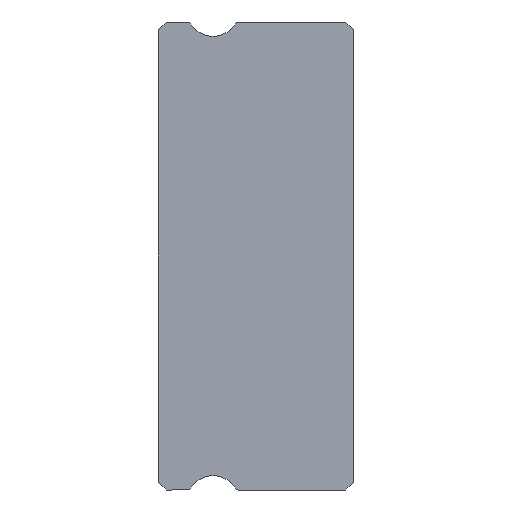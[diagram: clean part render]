
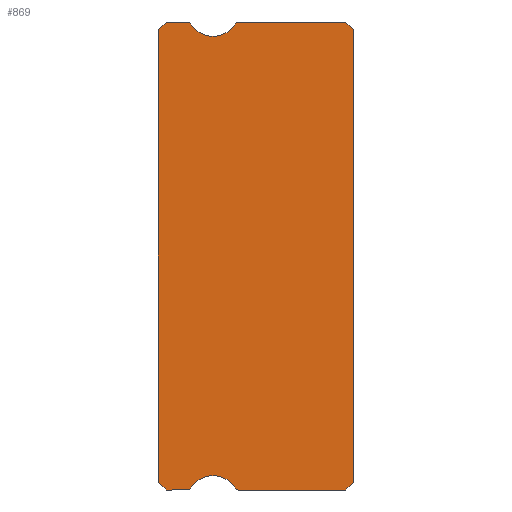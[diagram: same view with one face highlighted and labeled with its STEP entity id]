
A CAD part, left-side view. The second image highlights one B-rep face of the part: STEP entity #869.
In plain terms, the highlighted planar face has unit normal (-1, 0, 0).
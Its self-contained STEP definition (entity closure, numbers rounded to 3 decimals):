
#9 = CARTESIAN_POINT ( 'NONE',  ( -5., 0.3, 9. ) ) ;
#14 = CARTESIAN_POINT ( 'NONE',  ( -5., 0.3, -9. ) ) ;
#21 = DIRECTION ( 'NONE',  ( 1., 0., 0. ) ) ;
#28 = CIRCLE ( 'NONE', #788, 1. ) ;
#32 = EDGE_CURVE ( 'NONE', #1087, #148, #1060, .T. ) ;
#45 = CARTESIAN_POINT ( 'NONE',  ( -5., 5.4, 8.45 ) ) ;
#47 = CARTESIAN_POINT ( 'NONE',  ( -5., 6.381, 9. ) ) ;
#66 = VERTEX_POINT ( 'NONE', #9 ) ;
#67 = CARTESIAN_POINT ( 'NONE',  ( -5., 5.4, 9.45 ) ) ;
#81 = DIRECTION ( 'NONE',  ( 0., -1., 0. ) ) ;
#89 = CARTESIAN_POINT ( 'NONE',  ( -5., 6.381, -9. ) ) ;
#95 = AXIS2_PLACEMENT_3D ( 'NONE', #794, #1189, #1150 ) ;
#110 = CARTESIAN_POINT ( 'NONE',  ( -5., 4.419, 8.85 ) ) ;
#114 = CARTESIAN_POINT ( 'NONE',  ( -5., 7.2, 9. ) ) ;
#124 = LINE ( 'NONE', #517, #508 ) ;
#138 = VECTOR ( 'NONE', #922, 1000. ) ;
#148 = VERTEX_POINT ( 'NONE', #45 ) ;
#151 = DIRECTION ( 'NONE',  ( -1., 0., 0. ) ) ;
#153 = AXIS2_PLACEMENT_3D ( 'NONE', #215, #1274, #599 ) ;
#169 = VERTEX_POINT ( 'NONE', #833 ) ;
#174 = CARTESIAN_POINT ( 'NONE',  ( -5., 6.381, 8.85 ) ) ;
#176 = DIRECTION ( 'NONE',  ( 0., 1., 0. ) ) ;
#184 = CARTESIAN_POINT ( 'NONE',  ( -5., 5.4, -9.45 ) ) ;
#193 = VERTEX_POINT ( 'NONE', #114 ) ;
#196 = VERTEX_POINT ( 'NONE', #1219 ) ;
#207 = CARTESIAN_POINT ( 'NONE',  ( -5., 0., -8.7 ) ) ;
#215 = CARTESIAN_POINT ( 'NONE',  ( -5., 6.381, 8.85 ) ) ;
#244 = CARTESIAN_POINT ( 'NONE',  ( -5., 6.381, 9. ) ) ;
#256 = ORIENTED_EDGE ( 'NONE', *, *, #672, .F. ) ;
#265 = VERTEX_POINT ( 'NONE', #14 ) ;
#269 = EDGE_CURVE ( 'NONE', #1175, #870, #717, .T. ) ;
#280 = EDGE_CURVE ( 'NONE', #1064, #193, #644, .T. ) ;
#288 = PLANE ( 'NONE',  #848 ) ;
#307 = DIRECTION ( 'NONE',  ( 0., 0.707, -0.707 ) ) ;
#314 = VECTOR ( 'NONE', #791, 1000. ) ;
#337 = VECTOR ( 'NONE', #657, 1000. ) ;
#338 = LINE ( 'NONE', #1047, #1160 ) ;
#345 = DIRECTION ( 'NONE',  ( 0., -0.707, -0.707 ) ) ;
#354 = EDGE_CURVE ( 'NONE', #169, #1096, #552, .T. ) ;
#357 = LINE ( 'NONE', #89, #314 ) ;
#372 = EDGE_CURVE ( 'NONE', #148, #816, #28, .T. ) ;
#391 = CARTESIAN_POINT ( 'NONE',  ( -5., 4.547, 8.928 ) ) ;
#412 = LINE ( 'NONE', #744, #337 ) ;
#421 = LINE ( 'NONE', #1208, #138 ) ;
#444 = EDGE_CURVE ( 'NONE', #1048, #265, #898, .T. ) ;
#445 = VECTOR ( 'NONE', #176, 1000. ) ;
#459 = VERTEX_POINT ( 'NONE', #694 ) ;
#463 = VERTEX_POINT ( 'NONE', #493 ) ;
#493 = CARTESIAN_POINT ( 'NONE',  ( -5., 7.2, -9. ) ) ;
#495 = EDGE_CURVE ( 'NONE', #1048, #557, #671, .T. ) ;
#505 = DIRECTION ( 'NONE',  ( 0., 0., -1. ) ) ;
#508 = VECTOR ( 'NONE', #307, 1000. ) ;
#517 = CARTESIAN_POINT ( 'NONE',  ( -5., 7.5, 8.7 ) ) ;
#518 = ORIENTED_EDGE ( 'NONE', *, *, #1068, .F. ) ;
#528 = EDGE_LOOP ( 'NONE', ( #801, #568, #1107, #720, #518, #831, #256, #547, #884, #1173, #956, #954, #600, #662, #782, #1022, #693 ) ) ;
#547 = ORIENTED_EDGE ( 'NONE', *, *, #444, .F. ) ;
#552 = CIRCLE ( 'NONE', #852, 0.15 ) ;
#557 = VERTEX_POINT ( 'NONE', #1225 ) ;
#568 = ORIENTED_EDGE ( 'NONE', *, *, #718, .T. ) ;
#599 = DIRECTION ( 'NONE',  ( 0., 0., -1. ) ) ;
#600 = ORIENTED_EDGE ( 'NONE', *, *, #372, .F. ) ;
#637 = DIRECTION ( 'NONE',  ( 0., 0., -1. ) ) ;
#644 = LINE ( 'NONE', #1066, #445 ) ;
#654 = CIRCLE ( 'NONE', #932, 0.15 ) ;
#657 = DIRECTION ( 'NONE',  ( 0., 1., 0. ) ) ;
#662 = ORIENTED_EDGE ( 'NONE', *, *, #32, .F. ) ;
#665 = CARTESIAN_POINT ( 'NONE',  ( -5., 4.419, -8.85 ) ) ;
#668 = DIRECTION ( 'NONE',  ( 0., 0., -1. ) ) ;
#671 = LINE ( 'NONE', #995, #996 ) ;
#672 = EDGE_CURVE ( 'NONE', #265, #1175, #412, .T. ) ;
#678 = AXIS2_PLACEMENT_3D ( 'NONE', #665, #752, #637 ) ;
#685 = DIRECTION ( 'NONE',  ( 0., -0.707, -0.707 ) ) ;
#687 = CIRCLE ( 'NONE', #1091, 1. ) ;
#693 = ORIENTED_EDGE ( 'NONE', *, *, #1004, .T. ) ;
#694 = CARTESIAN_POINT ( 'NONE',  ( -5., 7.5, -8.7 ) ) ;
#717 = CIRCLE ( 'NONE', #678, 0.15 ) ;
#718 = EDGE_CURVE ( 'NONE', #459, #463, #338, .T. ) ;
#720 = ORIENTED_EDGE ( 'NONE', *, *, #354, .F. ) ;
#744 = CARTESIAN_POINT ( 'NONE',  ( -5., 6.381, -9. ) ) ;
#752 = DIRECTION ( 'NONE',  ( 1., 0., 0. ) ) ;
#754 = LINE ( 'NONE', #47, #945 ) ;
#776 = CIRCLE ( 'NONE', #153, 0.15 ) ;
#782 = ORIENTED_EDGE ( 'NONE', *, *, #1232, .F. ) ;
#786 = EDGE_CURVE ( 'NONE', #463, #1096, #357, .T. ) ;
#788 = AXIS2_PLACEMENT_3D ( 'NONE', #67, #867, #1234 ) ;
#791 = DIRECTION ( 'NONE',  ( 0., -1., 0. ) ) ;
#793 = DIRECTION ( 'NONE',  ( 0., 0.707, -0.707 ) ) ;
#794 = CARTESIAN_POINT ( 'NONE',  ( -5., 5.4, 9.45 ) ) ;
#795 = FACE_OUTER_BOUND ( 'NONE', #528, .T. ) ;
#796 = VERTEX_POINT ( 'NONE', #986 ) ;
#801 = ORIENTED_EDGE ( 'NONE', *, *, #965, .F. ) ;
#802 = EDGE_CURVE ( 'NONE', #66, #557, #1086, .T. ) ;
#805 = VECTOR ( 'NONE', #685, 1000. ) ;
#816 = VERTEX_POINT ( 'NONE', #391 ) ;
#831 = ORIENTED_EDGE ( 'NONE', *, *, #269, .F. ) ;
#833 = CARTESIAN_POINT ( 'NONE',  ( -5., 6.253, -8.928 ) ) ;
#840 = CARTESIAN_POINT ( 'NONE',  ( -5., 4.419, -9. ) ) ;
#848 = AXIS2_PLACEMENT_3D ( 'NONE', #174, #876, #668 ) ;
#852 = AXIS2_PLACEMENT_3D ( 'NONE', #950, #861, #1055 ) ;
#861 = DIRECTION ( 'NONE',  ( 1., 0., 0. ) ) ;
#867 = DIRECTION ( 'NONE',  ( -1., 0., 0. ) ) ;
#869 = ADVANCED_FACE ( 'NONE', ( #795 ), #288, .F. ) ;
#870 = VERTEX_POINT ( 'NONE', #1270 ) ;
#876 = DIRECTION ( 'NONE',  ( 1., 0., 0. ) ) ;
#884 = ORIENTED_EDGE ( 'NONE', *, *, #495, .T. ) ;
#898 = LINE ( 'NONE', #207, #1084 ) ;
#922 = DIRECTION ( 'NONE',  ( 0., 0., 1. ) ) ;
#926 = EDGE_CURVE ( 'NONE', #816, #196, #654, .T. ) ;
#932 = AXIS2_PLACEMENT_3D ( 'NONE', #110, #21, #505 ) ;
#941 = CARTESIAN_POINT ( 'NONE',  ( -5., 6.253, 8.928 ) ) ;
#945 = VECTOR ( 'NONE', #81, 1000. ) ;
#950 = CARTESIAN_POINT ( 'NONE',  ( -5., 6.381, -8.85 ) ) ;
#954 = ORIENTED_EDGE ( 'NONE', *, *, #926, .F. ) ;
#956 = ORIENTED_EDGE ( 'NONE', *, *, #1065, .F. ) ;
#965 = EDGE_CURVE ( 'NONE', #459, #796, #421, .T. ) ;
#974 = CARTESIAN_POINT ( 'NONE',  ( -5., 0.3, 9. ) ) ;
#976 = DIRECTION ( 'NONE',  ( 0., 0., 1. ) ) ;
#986 = CARTESIAN_POINT ( 'NONE',  ( -5., 7.5, 8.7 ) ) ;
#995 = CARTESIAN_POINT ( 'NONE',  ( -5., 0., 8.7 ) ) ;
#996 = VECTOR ( 'NONE', #976, 1000. ) ;
#1004 = EDGE_CURVE ( 'NONE', #193, #796, #124, .T. ) ;
#1022 = ORIENTED_EDGE ( 'NONE', *, *, #280, .T. ) ;
#1039 = CARTESIAN_POINT ( 'NONE',  ( -5., 6.381, -9. ) ) ;
#1047 = CARTESIAN_POINT ( 'NONE',  ( -5., 7.2, -9. ) ) ;
#1048 = VERTEX_POINT ( 'NONE', #1137 ) ;
#1055 = DIRECTION ( 'NONE',  ( 0., 0., -1. ) ) ;
#1060 = CIRCLE ( 'NONE', #95, 1. ) ;
#1064 = VERTEX_POINT ( 'NONE', #244 ) ;
#1065 = EDGE_CURVE ( 'NONE', #196, #66, #754, .T. ) ;
#1066 = CARTESIAN_POINT ( 'NONE',  ( -5., 7.2, 9. ) ) ;
#1068 = EDGE_CURVE ( 'NONE', #870, #169, #687, .T. ) ;
#1084 = VECTOR ( 'NONE', #793, 1000. ) ;
#1086 = LINE ( 'NONE', #974, #805 ) ;
#1087 = VERTEX_POINT ( 'NONE', #941 ) ;
#1091 = AXIS2_PLACEMENT_3D ( 'NONE', #184, #151, #1155 ) ;
#1096 = VERTEX_POINT ( 'NONE', #1039 ) ;
#1107 = ORIENTED_EDGE ( 'NONE', *, *, #786, .T. ) ;
#1137 = CARTESIAN_POINT ( 'NONE',  ( -5., 0., -8.7 ) ) ;
#1150 = DIRECTION ( 'NONE',  ( 0., 0., -1. ) ) ;
#1155 = DIRECTION ( 'NONE',  ( 0., 0., -1. ) ) ;
#1160 = VECTOR ( 'NONE', #345, 1000. ) ;
#1173 = ORIENTED_EDGE ( 'NONE', *, *, #802, .F. ) ;
#1175 = VERTEX_POINT ( 'NONE', #840 ) ;
#1189 = DIRECTION ( 'NONE',  ( -1., 0., 0. ) ) ;
#1208 = CARTESIAN_POINT ( 'NONE',  ( -5., 7.5, 8.85 ) ) ;
#1219 = CARTESIAN_POINT ( 'NONE',  ( -5., 4.419, 9. ) ) ;
#1225 = CARTESIAN_POINT ( 'NONE',  ( -5., 0., 8.7 ) ) ;
#1232 = EDGE_CURVE ( 'NONE', #1064, #1087, #776, .T. ) ;
#1234 = DIRECTION ( 'NONE',  ( 0., 0., -1. ) ) ;
#1270 = CARTESIAN_POINT ( 'NONE',  ( -5., 4.547, -8.928 ) ) ;
#1274 = DIRECTION ( 'NONE',  ( 1., 0., 0. ) ) ;
